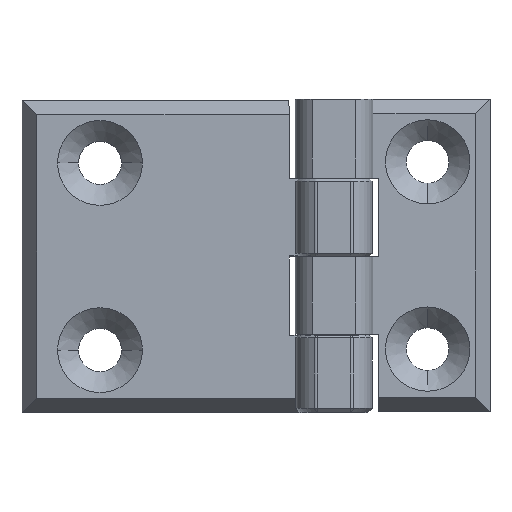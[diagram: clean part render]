
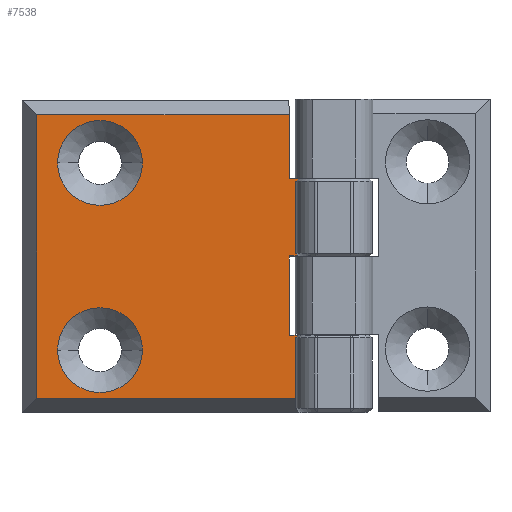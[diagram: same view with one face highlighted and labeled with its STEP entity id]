
A CAD part, top view. The second image highlights one B-rep face of the part: STEP entity #7538.
In plain terms, the highlighted planar face has unit normal (0, 0, 1).
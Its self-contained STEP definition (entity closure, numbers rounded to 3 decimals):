
#129 = CARTESIAN_POINT ( 'NONE',  ( 19.471, 14.95, 8. ) ) ;
#187 = CARTESIAN_POINT ( 'NONE',  ( -33.675, -27.272, 8. ) ) ;
#226 = DIRECTION ( 'NONE',  ( -1., 0., 0. ) ) ;
#234 = CARTESIAN_POINT ( 'NONE',  ( -30.875, 29.675, 8. ) ) ;
#269 = DIRECTION ( 'NONE',  ( -1., 0., 0. ) ) ;
#298 = EDGE_CURVE ( 'NONE', #5290, #4028, #6085, .T. ) ;
#324 = ORIENTED_EDGE ( 'NONE', *, *, #1142, .T. ) ;
#349 = DIRECTION ( 'NONE',  ( 0., 0., -1. ) ) ;
#357 = CARTESIAN_POINT ( 'NONE',  ( -21.906, 41.451, 8. ) ) ;
#380 = ORIENTED_EDGE ( 'NONE', *, *, #3532, .T. ) ;
#441 = VECTOR ( 'NONE', #3302, 1000. ) ;
#448 = CARTESIAN_POINT ( 'NONE',  ( -30.875, 27.272, 8. ) ) ;
#517 = AXIS2_PLACEMENT_3D ( 'NONE', #3630, #690, #3176 ) ;
#536 = CARTESIAN_POINT ( 'NONE',  ( 15.294, -19.324, 8. ) ) ;
#690 = DIRECTION ( 'NONE',  ( 0., 0., -1. ) ) ;
#727 = CARTESIAN_POINT ( 'NONE',  ( 17.754, 27.272, 8. ) ) ;
#831 = FACE_BOUND ( 'NONE', #834, .T. ) ;
#834 = EDGE_LOOP ( 'NONE', ( #4232, #926 ) ) ;
#851 = LINE ( 'NONE', #921, #1657 ) ;
#908 = ORIENTED_EDGE ( 'NONE', *, *, #4964, .T. ) ;
#921 = CARTESIAN_POINT ( 'NONE',  ( -33.675, 14.95, 8. ) ) ;
#926 = ORIENTED_EDGE ( 'NONE', *, *, #4013, .T. ) ;
#941 = CARTESIAN_POINT ( 'NONE',  ( -10.525, 18., 8. ) ) ;
#984 = EDGE_CURVE ( 'NONE', #1358, #7600, #3300, .T. ) ;
#1021 = CARTESIAN_POINT ( 'NONE',  ( -33.675, 0.1, 8. ) ) ;
#1048 = DIRECTION ( 'NONE',  ( -1., 0., 0. ) ) ;
#1053 = EDGE_CURVE ( 'NONE', #5592, #6345, #851, .T. ) ;
#1065 = AXIS2_PLACEMENT_3D ( 'NONE', #6581, #349, #3381 ) ;
#1094 = CARTESIAN_POINT ( 'NONE',  ( -26.825, 18., 8. ) ) ;
#1142 = EDGE_CURVE ( 'NONE', #7975, #4673, #3617, .T. ) ;
#1282 = VERTEX_POINT ( 'NONE', #2630 ) ;
#1348 = CIRCLE ( 'NONE', #5926, 8.15 ) ;
#1358 = VERTEX_POINT ( 'NONE', #727 ) ;
#1382 = VERTEX_POINT ( 'NONE', #4409 ) ;
#1419 = LINE ( 'NONE', #187, #4083 ) ;
#1451 = CIRCLE ( 'NONE', #4605, 8.15 ) ;
#1489 = DIRECTION ( 'NONE',  ( 0., 0., -1. ) ) ;
#1501 = CARTESIAN_POINT ( 'NONE',  ( 17.754, 29.675, 8. ) ) ;
#1592 = LINE ( 'NONE', #357, #3944 ) ;
#1608 = ORIENTED_EDGE ( 'NONE', *, *, #4991, .T. ) ;
#1631 = CARTESIAN_POINT ( 'NONE',  ( 19.471, 0.1, 8. ) ) ;
#1640 = ORIENTED_EDGE ( 'NONE', *, *, #7635, .F. ) ;
#1657 = VECTOR ( 'NONE', #3418, 1000. ) ;
#1658 = VERTEX_POINT ( 'NONE', #3643 ) ;
#1802 = ORIENTED_EDGE ( 'NONE', *, *, #298, .T. ) ;
#1808 = DIRECTION ( 'NONE',  ( 0.707, 0.707, 0. ) ) ;
#1871 = DIRECTION ( 'NONE',  ( 0.707, 0.707, 0. ) ) ;
#1946 = CARTESIAN_POINT ( 'NONE',  ( 18.971, 29.675, 8. ) ) ;
#2030 = DIRECTION ( 'NONE',  ( 0., 1., 0. ) ) ;
#2095 = CARTESIAN_POINT ( 'NONE',  ( -33.675, 29.675, 8. ) ) ;
#2221 = DIRECTION ( 'NONE',  ( 0., 1., 0. ) ) ;
#2254 = LINE ( 'NONE', #1021, #5498 ) ;
#2460 = LINE ( 'NONE', #536, #6028 ) ;
#2630 = CARTESIAN_POINT ( 'NONE',  ( 18.971, -27.272, 8. ) ) ;
#3143 = VERTEX_POINT ( 'NONE', #5579 ) ;
#3176 = DIRECTION ( 'NONE',  ( -1., 0., 0. ) ) ;
#3300 = LINE ( 'NONE', #5846, #6240 ) ;
#3302 = DIRECTION ( 'NONE',  ( 0., -1., 0. ) ) ;
#3381 = DIRECTION ( 'NONE',  ( -1., 0., 0. ) ) ;
#3418 = DIRECTION ( 'NONE',  ( 1., 0., 0. ) ) ;
#3453 = VECTOR ( 'NONE', #1871, 1000. ) ;
#3532 = EDGE_CURVE ( 'NONE', #6011, #1382, #3932, .T. ) ;
#3547 = AXIS2_PLACEMENT_3D ( 'NONE', #2095, #1489, #3900 ) ;
#3617 = LINE ( 'NONE', #6133, #7877 ) ;
#3630 = CARTESIAN_POINT ( 'NONE',  ( -18.675, -18., 8. ) ) ;
#3643 = CARTESIAN_POINT ( 'NONE',  ( 19.471, -15.15, 8. ) ) ;
#3669 = CARTESIAN_POINT ( 'NONE',  ( 0.244, -4.265, 8. ) ) ;
#3676 = ORIENTED_EDGE ( 'NONE', *, *, #5848, .T. ) ;
#3757 = DIRECTION ( 'NONE',  ( -1., 0., 0. ) ) ;
#3900 = DIRECTION ( 'NONE',  ( -1., 0., 0. ) ) ;
#3912 = CARTESIAN_POINT ( 'NONE',  ( -18.675, -18., 8. ) ) ;
#3932 = CIRCLE ( 'NONE', #517, 8.15 ) ;
#3944 = VECTOR ( 'NONE', #7136, 1000. ) ;
#3986 = FACE_BOUND ( 'NONE', #5891, .T. ) ;
#4013 = EDGE_CURVE ( 'NONE', #6944, #6489, #4603, .T. ) ;
#4028 = VERTEX_POINT ( 'NONE', #5887 ) ;
#4083 = VECTOR ( 'NONE', #7074, 1000. ) ;
#4164 = CARTESIAN_POINT ( 'NONE',  ( -33.675, -15.15, 8. ) ) ;
#4232 = ORIENTED_EDGE ( 'NONE', *, *, #7112, .T. ) ;
#4409 = CARTESIAN_POINT ( 'NONE',  ( -26.825, -18., 8. ) ) ;
#4413 = DIRECTION ( 'NONE',  ( 0., 0., -1. ) ) ;
#4519 = CARTESIAN_POINT ( 'NONE',  ( -30.875, -27.272, 8. ) ) ;
#4549 = VECTOR ( 'NONE', #2221, 1000. ) ;
#4598 = FACE_OUTER_BOUND ( 'NONE', #4793, .T. ) ;
#4603 = CIRCLE ( 'NONE', #1065, 8.15 ) ;
#4605 = AXIS2_PLACEMENT_3D ( 'NONE', #7576, #4413, #3757 ) ;
#4673 = VERTEX_POINT ( 'NONE', #6009 ) ;
#4706 = CARTESIAN_POINT ( 'NONE',  ( 18.971, 0.6, 8. ) ) ;
#4776 = DIRECTION ( 'NONE',  ( 0., 1., 0. ) ) ;
#4793 = EDGE_LOOP ( 'NONE', ( #6978, #7391, #6258, #908, #6970, #5206, #5760, #1802, #1640, #7760, #324, #3676, #5101 ) ) ;
#4862 = EDGE_CURVE ( 'NONE', #1282, #3143, #7439, .T. ) ;
#4954 = EDGE_CURVE ( 'NONE', #5592, #1358, #7154, .T. ) ;
#4964 = EDGE_CURVE ( 'NONE', #5684, #1282, #1419, .T. ) ;
#4991 = EDGE_CURVE ( 'NONE', #1382, #6011, #1348, .T. ) ;
#5101 = ORIENTED_EDGE ( 'NONE', *, *, #1053, .F. ) ;
#5151 = LINE ( 'NONE', #234, #441 ) ;
#5194 = CARTESIAN_POINT ( 'NONE',  ( -10.525, -18., 8. ) ) ;
#5206 = ORIENTED_EDGE ( 'NONE', *, *, #7415, .T. ) ;
#5290 = VERTEX_POINT ( 'NONE', #5907 ) ;
#5498 = VECTOR ( 'NONE', #6559, 1000. ) ;
#5579 = CARTESIAN_POINT ( 'NONE',  ( 18.971, -15.65, 8. ) ) ;
#5592 = VERTEX_POINT ( 'NONE', #8005 ) ;
#5684 = VERTEX_POINT ( 'NONE', #4519 ) ;
#5760 = ORIENTED_EDGE ( 'NONE', *, *, #5821, .T. ) ;
#5821 = EDGE_CURVE ( 'NONE', #1658, #5290, #6795, .T. ) ;
#5830 = VECTOR ( 'NONE', #6872, 1000. ) ;
#5846 = CARTESIAN_POINT ( 'NONE',  ( -33.675, 27.272, 8. ) ) ;
#5848 = EDGE_CURVE ( 'NONE', #4673, #6345, #6923, .T. ) ;
#5887 = CARTESIAN_POINT ( 'NONE',  ( 17.754, 0.1, 8. ) ) ;
#5891 = EDGE_LOOP ( 'NONE', ( #380, #1608 ) ) ;
#5907 = CARTESIAN_POINT ( 'NONE',  ( 17.754, -15.15, 8. ) ) ;
#5926 = AXIS2_PLACEMENT_3D ( 'NONE', #3912, #7604, #226 ) ;
#5967 = EDGE_CURVE ( 'NONE', #7600, #5684, #5151, .T. ) ;
#6009 = CARTESIAN_POINT ( 'NONE',  ( 18.971, 14.45, 8. ) ) ;
#6011 = VERTEX_POINT ( 'NONE', #5194 ) ;
#6028 = VECTOR ( 'NONE', #1808, 1000. ) ;
#6085 = LINE ( 'NONE', #6687, #4549 ) ;
#6133 = CARTESIAN_POINT ( 'NONE',  ( 18.971, 29.675, 8. ) ) ;
#6196 = VECTOR ( 'NONE', #2030, 1000. ) ;
#6240 = VECTOR ( 'NONE', #269, 1000. ) ;
#6258 = ORIENTED_EDGE ( 'NONE', *, *, #5967, .T. ) ;
#6345 = VERTEX_POINT ( 'NONE', #129 ) ;
#6476 = VECTOR ( 'NONE', #1048, 1000. ) ;
#6489 = VERTEX_POINT ( 'NONE', #941 ) ;
#6559 = DIRECTION ( 'NONE',  ( -1., 0., 0. ) ) ;
#6581 = CARTESIAN_POINT ( 'NONE',  ( -18.675, 18., 8. ) ) ;
#6687 = CARTESIAN_POINT ( 'NONE',  ( 17.754, 29.675, 8. ) ) ;
#6795 = LINE ( 'NONE', #4164, #6476 ) ;
#6827 = EDGE_CURVE ( 'NONE', #6855, #7975, #1592, .T. ) ;
#6855 = VERTEX_POINT ( 'NONE', #1631 ) ;
#6872 = DIRECTION ( 'NONE',  ( 0., 1., 0. ) ) ;
#6923 = LINE ( 'NONE', #3669, #3453 ) ;
#6944 = VERTEX_POINT ( 'NONE', #1094 ) ;
#6970 = ORIENTED_EDGE ( 'NONE', *, *, #4862, .T. ) ;
#6978 = ORIENTED_EDGE ( 'NONE', *, *, #4954, .T. ) ;
#7074 = DIRECTION ( 'NONE',  ( 1., 0., 0. ) ) ;
#7112 = EDGE_CURVE ( 'NONE', #6489, #6944, #1451, .T. ) ;
#7136 = DIRECTION ( 'NONE',  ( -0.707, 0.707, 0. ) ) ;
#7154 = LINE ( 'NONE', #1501, #6196 ) ;
#7391 = ORIENTED_EDGE ( 'NONE', *, *, #984, .T. ) ;
#7415 = EDGE_CURVE ( 'NONE', #3143, #1658, #2460, .T. ) ;
#7439 = LINE ( 'NONE', #1946, #5830 ) ;
#7538 = ADVANCED_FACE ( 'NONE', ( #831, #3986, #4598 ), #7715, .F. ) ;
#7576 = CARTESIAN_POINT ( 'NONE',  ( -18.675, 18., 8. ) ) ;
#7600 = VERTEX_POINT ( 'NONE', #448 ) ;
#7604 = DIRECTION ( 'NONE',  ( 0., 0., -1. ) ) ;
#7635 = EDGE_CURVE ( 'NONE', #6855, #4028, #2254, .T. ) ;
#7715 = PLANE ( 'NONE',  #3547 ) ;
#7760 = ORIENTED_EDGE ( 'NONE', *, *, #6827, .T. ) ;
#7877 = VECTOR ( 'NONE', #4776, 1000. ) ;
#7975 = VERTEX_POINT ( 'NONE', #4706 ) ;
#8005 = CARTESIAN_POINT ( 'NONE',  ( 17.754, 14.95, 8. ) ) ;
